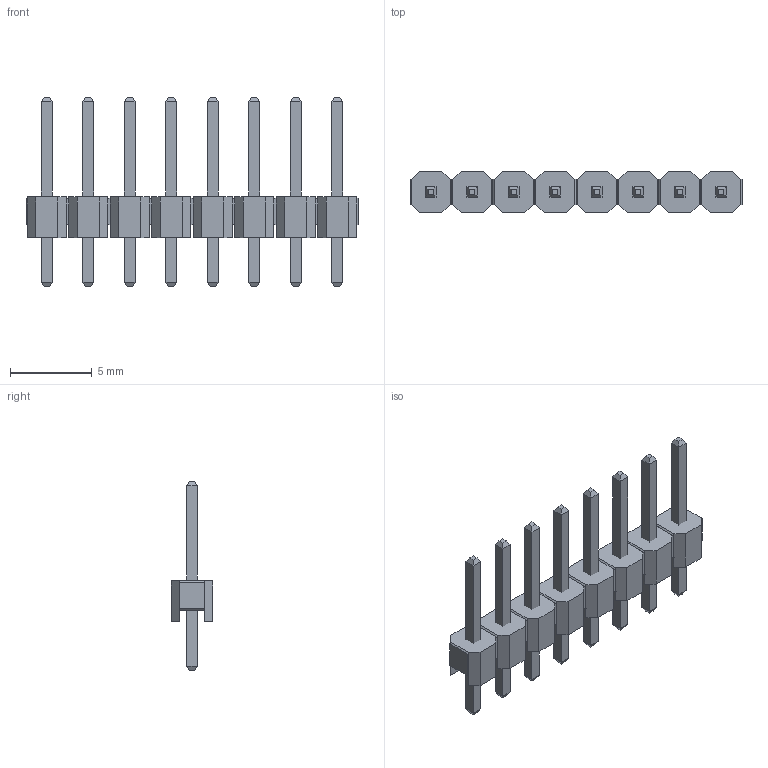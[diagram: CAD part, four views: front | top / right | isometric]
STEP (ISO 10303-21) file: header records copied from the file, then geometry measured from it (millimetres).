
FILE_DESCRIPTION(('STEP AP214'), '1');
FILE_NAME('DS1021-1x5SF11', '', ('UNSPECIFIED'), ('UNSPECIFIED'), 'ASCON STEP Converter 1.3', 'ASCON Math Kernel', '');
FILE_SCHEMA(('AUTOMOTIVE_DESIGN { 1 0 10303 214 3 1 1}'));
Length unit declared in the file: millimetre
Bounding box: 20.32 x 2.54 x 11.6 mm (x, y, z)
Volume: 132 mm3; surface area: 483.3 mm2
Topology: 9 solids, 9 shells, 260 faces, 566 edges, 324 vertices
Faces by surface type: plane 260
Entity records: 8902 total; most frequent: CARTESIAN_POINT 1151, ORIENTED_EDGE 1132, DIRECTION 1088, EDGE_CURVE 566, LINE 566, VECTOR 566, VERTEX_POINT 324, COLOUR_RGB 269
